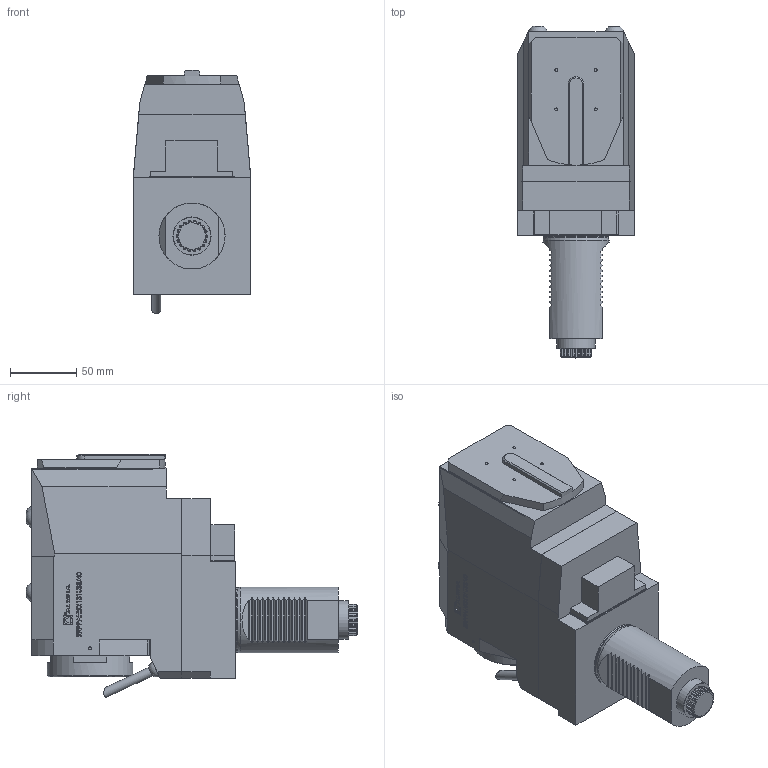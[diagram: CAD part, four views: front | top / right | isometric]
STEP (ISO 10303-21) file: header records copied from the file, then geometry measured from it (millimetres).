
FILE_DESCRIPTION (( 'STEP AP214' ), '1' );
FILE_NAME ('RRPPAH50I131US340.STEP', '2025-11-07T13:19:23', ( '' ), ( '' ), 'SwSTEP 2.0', 'SolidWorks 2023', '' );
FILE_SCHEMA (( 'AUTOMOTIVE_DESIGN' ));
Length unit declared in the file: millimetre
Products named in the file (1): RRPPAH50I131US340
Bounding box: 88 x 251.15 x 184.32 mm (x, y, z)
Volume: 2020719.7 mm3; surface area: 145727.2 mm2
Topology: 3 solids, 4 shells, 702 faces, 1875 edges, 1250 vertices
Faces by surface type: plane 432, cylinder 132, bspline 103, cone 26, sphere 5, torus 4
Full cylindrical faces by diameter (mm): 1.7 x1, 2.1 x1, 6 x2, 6.366 x1, 7 x2, 14 x4, 28.9 x1, 48.7 x1, 50 x1, 65 x1
Entity records: 31463 total; most frequent: CARTESIAN_POINT 11340, ORIENTED_EDGE 3678, DIRECTION 2826, EDGE_CURVE 1839, VERTEX_POINT 1237, LINE 1158, VECTOR 1158, AXIS2_PLACEMENT_3D 834
